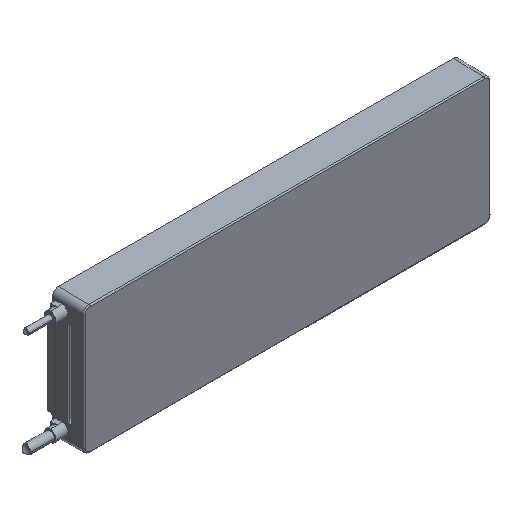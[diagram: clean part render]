
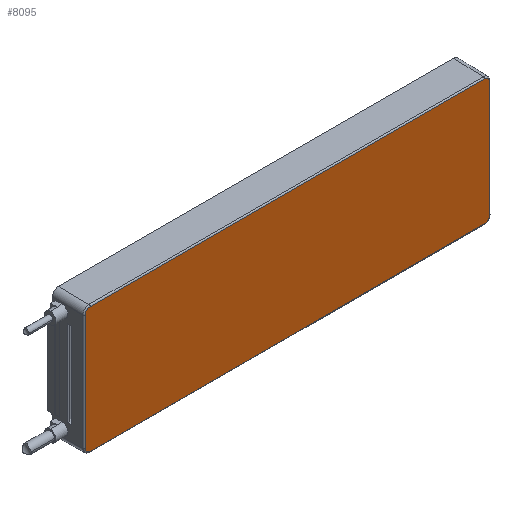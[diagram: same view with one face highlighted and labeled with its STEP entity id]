
A CAD part, isometric view. The second image highlights one B-rep face of the part: STEP entity #8095.
In plain terms, the highlighted planar face has unit normal (0, -1, 0).
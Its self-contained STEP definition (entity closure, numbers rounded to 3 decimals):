
#1742=DIRECTION('',(-1.,0.,0.));
#1743=VECTOR('',#1742,324.564);
#1744=CARTESIAN_POINT('',(309.73,-11.9,51.563));
#1745=LINE('',#1744,#1743);
#1746=CARTESIAN_POINT('',(313.73,-11.9,47.564));
#1747=CARTESIAN_POINT('',(313.73,-11.9,47.755));
#1748=CARTESIAN_POINT('',(313.703,-11.9,48.134));
#1749=CARTESIAN_POINT('',(313.581,-11.9,48.694));
#1750=CARTESIAN_POINT('',(313.381,-11.9,49.231));
#1751=CARTESIAN_POINT('',(313.106,-11.9,49.734));
#1752=CARTESIAN_POINT('',(312.763,-11.9,50.192));
#1753=CARTESIAN_POINT('',(312.358,-11.9,50.597));
#1754=CARTESIAN_POINT('',(311.9,-11.9,50.94));
#1755=CARTESIAN_POINT('',(311.397,-11.9,51.215));
#1756=CARTESIAN_POINT('',(310.861,-11.9,51.415));
#1757=CARTESIAN_POINT('',(310.3,-11.9,51.536));
#1758=CARTESIAN_POINT('',(309.922,-11.9,51.563));
#1759=CARTESIAN_POINT('',(309.73,-11.9,51.563));
#1761=DIRECTION('',(0.,0.,1.));
#1762=VECTOR('',#1761,95.128);
#1763=CARTESIAN_POINT('',(313.73,-11.9,
-47.564));
#1764=LINE('',#1763,#1762);
#1765=CARTESIAN_POINT('',(309.73,-11.9,
-51.563));
#1766=CARTESIAN_POINT('',(309.922,-11.9,
-51.563));
#1767=CARTESIAN_POINT('',(310.3,-11.9,-51.536));
#1768=CARTESIAN_POINT('',(310.861,-11.9,-51.415));
#1769=CARTESIAN_POINT('',(311.397,-11.9,-51.215));
#1770=CARTESIAN_POINT('',(311.9,-11.9,-50.94));
#1771=CARTESIAN_POINT('',(312.358,-11.9,-50.597));
#1772=CARTESIAN_POINT('',(312.763,-11.9,-50.192));
#1773=CARTESIAN_POINT('',(313.107,-11.9,-49.733));
#1774=CARTESIAN_POINT('',(313.381,-11.9,-49.231));
#1775=CARTESIAN_POINT('',(313.581,-11.9,-48.694));
#1776=CARTESIAN_POINT('',(313.703,-11.9,
-48.134));
#1777=CARTESIAN_POINT('',(313.73,-11.9,
-47.755));
#1778=CARTESIAN_POINT('',(313.73,-11.9,
-47.564));
#1780=DIRECTION('',(1.,0.,0.));
#1781=VECTOR('',#1780,324.564);
#1782=CARTESIAN_POINT('',(-14.834,-11.9,-51.563));
#1783=LINE('',#1782,#1781);
#1784=CARTESIAN_POINT('',(-18.834,-11.9,-47.563));
#1785=CARTESIAN_POINT('',(-18.834,-11.9,
-47.754));
#1786=CARTESIAN_POINT('',(-18.807,-11.9,-48.133));
#1787=CARTESIAN_POINT('',(-18.685,-11.9,-48.694));
#1788=CARTESIAN_POINT('',(-18.485,-11.9,-49.23));
#1789=CARTESIAN_POINT('',(-18.21,-11.9,-49.733));
#1790=CARTESIAN_POINT('',(-17.867,-11.9,-50.192));
#1791=CARTESIAN_POINT('',(-17.462,-11.9,-50.597));
#1792=CARTESIAN_POINT('',(-17.003,-11.9,-50.94));
#1793=CARTESIAN_POINT('',(-16.5,-11.9,-51.215));
#1794=CARTESIAN_POINT('',(-15.964,-11.9,-51.415));
#1795=CARTESIAN_POINT('',(-15.403,-11.9,
-51.536));
#1796=CARTESIAN_POINT('',(-15.025,-11.9,
-51.563));
#1797=CARTESIAN_POINT('',(-14.834,-11.9,-51.563));
#1799=DIRECTION('',(0.,0.,-1.));
#1800=VECTOR('',#1799,95.126);
#1801=CARTESIAN_POINT('',(-18.834,-11.9,47.563));
#1802=LINE('',#1801,#1800);
#1803=CARTESIAN_POINT('',(-14.834,-11.9,51.563));
#1804=CARTESIAN_POINT('',(-15.025,-11.9,
51.563));
#1805=CARTESIAN_POINT('',(-15.403,-11.9,51.536));
#1806=CARTESIAN_POINT('',(-15.964,-11.9,51.415));
#1807=CARTESIAN_POINT('',(-16.501,-11.9,51.215));
#1808=CARTESIAN_POINT('',(-17.003,-11.9,50.94));
#1809=CARTESIAN_POINT('',(-17.462,-11.9,50.597));
#1810=CARTESIAN_POINT('',(-17.867,-11.9,50.192));
#1811=CARTESIAN_POINT('',(-18.21,-11.9,49.733));
#1812=CARTESIAN_POINT('',(-18.485,-11.9,49.23));
#1813=CARTESIAN_POINT('',(-18.685,-11.9,48.693));
#1814=CARTESIAN_POINT('',(-18.807,-11.9,
48.133));
#1815=CARTESIAN_POINT('',(-18.834,-11.9,
47.754));
#1816=CARTESIAN_POINT('',(-18.834,-11.9,47.563));
#5066=CARTESIAN_POINT('',(309.73,-11.9,51.563));
#5067=CARTESIAN_POINT('',(-14.834,-11.9,51.563));
#5068=VERTEX_POINT('',#5066);
#5069=VERTEX_POINT('',#5067);
#5074=VERTEX_POINT('',#1816);
#5076=CARTESIAN_POINT('',(-18.834,-11.9,-47.563));
#5077=VERTEX_POINT('',#5076);
#5078=VERTEX_POINT('',#1797);
#5081=CARTESIAN_POINT('',(309.73,-11.9,
-51.563));
#5082=VERTEX_POINT('',#5081);
#5363=VERTEX_POINT('',#1778);
#5365=CARTESIAN_POINT('',(313.73,-11.9,47.564));
#5366=VERTEX_POINT('',#5365);
#8073=CARTESIAN_POINT('',(147.666,-11.9,0.));
#8074=DIRECTION('',(0.,1.,0.));
#8075=DIRECTION('',(-1.,0.,0.));
#8076=AXIS2_PLACEMENT_3D('',#8073,#8074,#8075);
#8077=PLANE('',#8076);
#8079=ORIENTED_EDGE('',*,*,#8078,.F.);
#8081=ORIENTED_EDGE('',*,*,#8080,.F.);
#8083=ORIENTED_EDGE('',*,*,#8082,.F.);
#8085=ORIENTED_EDGE('',*,*,#8084,.F.);
#8087=ORIENTED_EDGE('',*,*,#8086,.F.);
#8088=ORIENTED_EDGE('',*,*,#8056,.F.);
#8090=ORIENTED_EDGE('',*,*,#8089,.F.);
#8092=ORIENTED_EDGE('',*,*,#8091,.F.);
#8093=EDGE_LOOP('',(#8079,#8081,#8083,#8085,#8087,#8088,#8090,#8092));
#8094=FACE_OUTER_BOUND('',#8093,.F.);
#8095=ADVANCED_FACE('',(#8094),#8077,.F.);
#1760=B_SPLINE_CURVE_WITH_KNOTS('',3,(#1746,#1747,#1748,#1749,#1750,#1751,#1752,
#1753,#1754,#1755,#1756,#1757,#1758,#1759),.UNSPECIFIED.,.F.,.F.,(4,1,1,1,1,1,1,
1,1,1,1,4),(0.,0.091,0.182,0.273,
0.364,0.455,0.545,0.636,
0.727,0.818,0.909,1.),.UNSPECIFIED.);
#1779=B_SPLINE_CURVE_WITH_KNOTS('',3,(#1765,#1766,#1767,#1768,#1769,#1770,#1771,
#1772,#1773,#1774,#1775,#1776,#1777,#1778),.UNSPECIFIED.,.F.,.F.,(4,1,1,1,1,1,1,
1,1,1,1,4),(0.,0.091,0.182,0.273,
0.364,0.455,0.545,0.636,
0.727,0.818,0.909,1.),.UNSPECIFIED.);
#1798=B_SPLINE_CURVE_WITH_KNOTS('',3,(#1784,#1785,#1786,#1787,#1788,#1789,#1790,
#1791,#1792,#1793,#1794,#1795,#1796,#1797),.UNSPECIFIED.,.F.,.F.,(4,1,1,1,1,1,1,
1,1,1,1,4),(0.,0.091,0.182,0.273,
0.364,0.455,0.545,0.636,
0.727,0.818,0.909,1.),.UNSPECIFIED.);
#1817=B_SPLINE_CURVE_WITH_KNOTS('',3,(#1803,#1804,#1805,#1806,#1807,#1808,#1809,
#1810,#1811,#1812,#1813,#1814,#1815,#1816),.UNSPECIFIED.,.F.,.F.,(4,1,1,1,1,1,1,
1,1,1,1,4),(0.,0.091,0.182,0.273,
0.364,0.455,0.545,0.636,
0.727,0.818,0.909,1.),.UNSPECIFIED.);
#8056=EDGE_CURVE('',#5077,#5078,#1798,.T.);
#8078=EDGE_CURVE('',#5068,#5069,#1745,.T.);
#8080=EDGE_CURVE('',#5366,#5068,#1760,.T.);
#8082=EDGE_CURVE('',#5363,#5366,#1764,.T.);
#8084=EDGE_CURVE('',#5082,#5363,#1779,.T.);
#8086=EDGE_CURVE('',#5078,#5082,#1783,.T.);
#8089=EDGE_CURVE('',#5074,#5077,#1802,.T.);
#8091=EDGE_CURVE('',#5069,#5074,#1817,.T.);
